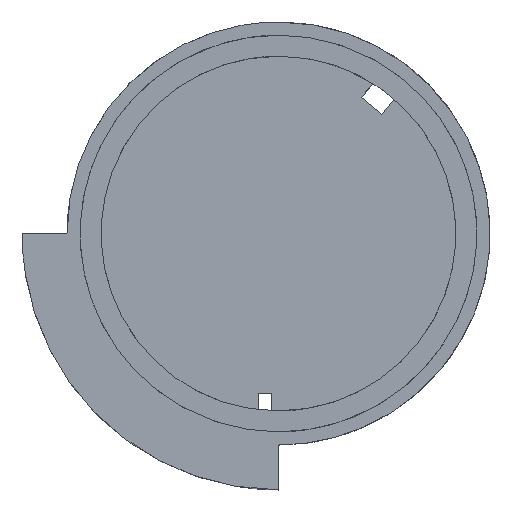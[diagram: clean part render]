
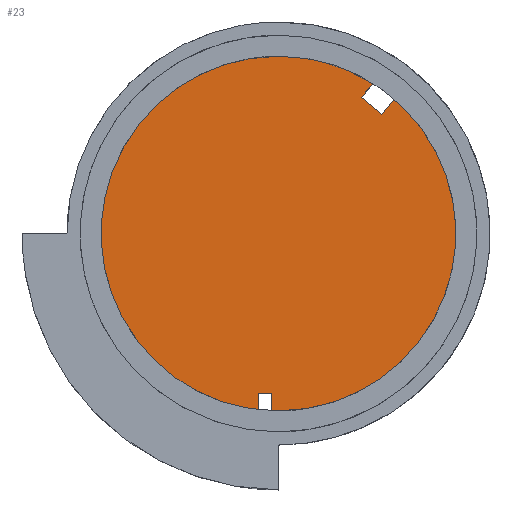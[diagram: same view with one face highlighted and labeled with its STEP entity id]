
A CAD part, top view. The second image highlights one B-rep face of the part: STEP entity #23.
In plain terms, the highlighted planar face has unit normal (0, 0, -1).
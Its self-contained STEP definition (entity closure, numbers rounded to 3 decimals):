
#23=ADVANCED_FACE($,(#50),#384,.T.);
#50=FACE_OUTER_BOUND($,#78,.T.);
#78=EDGE_LOOP($,(#148,#149,#150,#151,#152,#153,#154,#155,#156,#157));
#148=ORIENTED_EDGE($,*,*,#301,.F.);
#149=ORIENTED_EDGE($,*,*,#295,.F.);
#150=ORIENTED_EDGE($,*,*,#266,.F.);
#151=ORIENTED_EDGE($,*,*,#300,.F.);
#152=ORIENTED_EDGE($,*,*,#299,.F.);
#153=ORIENTED_EDGE($,*,*,#298,.F.);
#154=ORIENTED_EDGE($,*,*,#262,.F.);
#155=ORIENTED_EDGE($,*,*,#291,.F.);
#156=ORIENTED_EDGE($,*,*,#297,.F.);
#157=ORIENTED_EDGE($,*,*,#296,.F.);
#262=EDGE_CURVE($,#341,#342,#472,.T.);
#266=EDGE_CURVE($,#346,#345,#474,.T.);
#291=EDGE_CURVE($,#367,#341,#480,.T.);
#295=EDGE_CURVE($,#345,#370,#482,.T.);
#296=EDGE_CURVE($,#371,#372,#437,.T.);
#297=EDGE_CURVE($,#372,#367,#438,.T.);
#298=EDGE_CURVE($,#342,#373,#439,.T.);
#299=EDGE_CURVE($,#373,#374,#440,.T.);
#300=EDGE_CURVE($,#374,#346,#441,.T.);
#301=EDGE_CURVE($,#370,#371,#442,.T.);
#341=VERTEX_POINT($,#1124);
#342=VERTEX_POINT($,#1125);
#345=VERTEX_POINT($,#1128);
#346=VERTEX_POINT($,#1129);
#367=VERTEX_POINT($,#1150);
#370=VERTEX_POINT($,#1153);
#371=VERTEX_POINT($,#1154);
#372=VERTEX_POINT($,#1155);
#373=VERTEX_POINT($,#1156);
#374=VERTEX_POINT($,#1157);
#384=PLANE($,#578);
#437=B_SPLINE_CURVE_WITH_KNOTS($,1,(#801,#802),.UNSPECIFIED.,.F.,.F.,(2,
2),(0.,20.),.UNSPECIFIED.);
#438=B_SPLINE_CURVE_WITH_KNOTS($,1,(#803,#804),.UNSPECIFIED.,.F.,.F.,(2,
2),(0.,13.724),.UNSPECIFIED.);
#439=B_SPLINE_CURVE_WITH_KNOTS($,1,(#805,#806),.UNSPECIFIED.,.F.,.F.,(2,
2),(0.,12.426),.UNSPECIFIED.);
#440=B_SPLINE_CURVE_WITH_KNOTS($,1,(#807,#808),.UNSPECIFIED.,.F.,.F.,(2,
2),(0.,10.),.UNSPECIFIED.);
#441=B_SPLINE_CURVE_WITH_KNOTS($,1,(#809,#810),.UNSPECIFIED.,.F.,.F.,(2,
2),(0.,13.212),.UNSPECIFIED.);
#442=B_SPLINE_CURVE_WITH_KNOTS($,1,(#811,#812),.UNSPECIFIED.,.F.,.F.,(2,
2),(0.,14.993),.UNSPECIFIED.);
#472=(
BOUNDED_CURVE()
B_SPLINE_CURVE(2,(#641,#642,#643,#644,#645),.UNSPECIFIED.,.F.,.F.)
B_SPLINE_CURVE_WITH_KNOTS((3,2,3),(0.,204.257,408.514),
.UNSPECIFIED.)
CURVE()
GEOMETRIC_REPRESENTATION_ITEM()
RATIONAL_B_SPLINE_CURVE((1.,0.727,1.,0.727,1.))
REPRESENTATION_ITEM($)
);
#474=(
BOUNDED_CURVE()
B_SPLINE_CURVE(2,(#655,#656,#657),.UNSPECIFIED.,.F.,.F.)
B_SPLINE_CURVE_WITH_KNOTS((3,3),(0.,5.568),.UNSPECIFIED.)
CURVE()
GEOMETRIC_REPRESENTATION_ITEM()
RATIONAL_B_SPLINE_CURVE((1.,1.,1.))
REPRESENTATION_ITEM($)
);
#480=(
BOUNDED_CURVE()
B_SPLINE_CURVE(2,(#786,#787,#788),.UNSPECIFIED.,.F.,.F.)
B_SPLINE_CURVE_WITH_KNOTS((3,3),(0.,75.901),.UNSPECIFIED.)
CURVE()
GEOMETRIC_REPRESENTATION_ITEM()
RATIONAL_B_SPLINE_CURVE((1.,0.961,1.))
REPRESENTATION_ITEM($)
);
#482=(
BOUNDED_CURVE()
B_SPLINE_CURVE(2,(#796,#797,#798,#799,#800),.UNSPECIFIED.,.F.,.F.)
B_SPLINE_CURVE_WITH_KNOTS((3,2,3),(0.,164.078,328.156),
.UNSPECIFIED.)
CURVE()
GEOMETRIC_REPRESENTATION_ITEM()
RATIONAL_B_SPLINE_CURVE((1.,0.821,1.,0.821,1.))
REPRESENTATION_ITEM($)
);
#578=AXIS2_PLACEMENT_3D($,#1034,#598,$);
#598=DIRECTION($,(0.,0.,-1.));
#641=CARTESIAN_POINT($,(0.,109.589,2.349));
#642=CARTESIAN_POINT($,(-127.417,109.589,2.349));
#643=CARTESIAN_POINT($,(-134.775,-17.615,2.349));
#644=CARTESIAN_POINT($,(-142.133,-144.819,2.349));
#645=CARTESIAN_POINT($,(-15.566,-159.51,2.349));
#655=CARTESIAN_POINT($,(-5.566,-160.296,2.349));
#656=CARTESIAN_POINT($,(-2.784,-160.411,2.349));
#657=CARTESIAN_POINT($,(0.,-160.411,2.349));
#786=CARTESIAN_POINT($,(71.965,88.809,2.349));
#787=CARTESIAN_POINT($,(38.983,109.589,2.349));
#788=CARTESIAN_POINT($,(0.,109.589,2.349));
#796=CARTESIAN_POINT($,(0.,-160.411,2.349));
#797=CARTESIAN_POINT($,(93.892,-160.411,2.349));
#798=CARTESIAN_POINT($,(126.563,-72.387,2.349));
#799=CARTESIAN_POINT($,(159.235,15.637,2.349));
#800=CARTESIAN_POINT($,(88.08,76.897,2.349));
#801=CARTESIAN_POINT($,(78.423,65.429,2.349));
#802=CARTESIAN_POINT($,(63.125,78.311,2.349));
#803=CARTESIAN_POINT($,(63.125,78.311,2.349));
#804=CARTESIAN_POINT($,(71.965,88.809,2.349));
#805=CARTESIAN_POINT($,(-15.566,-159.51,2.349));
#806=CARTESIAN_POINT($,(-15.566,-147.084,2.349));
#807=CARTESIAN_POINT($,(-15.566,-147.084,2.349));
#808=CARTESIAN_POINT($,(-5.566,-147.084,2.349));
#809=CARTESIAN_POINT($,(-5.566,-147.084,2.349));
#810=CARTESIAN_POINT($,(-5.566,-160.296,2.349));
#811=CARTESIAN_POINT($,(88.08,76.897,2.349));
#812=CARTESIAN_POINT($,(78.423,65.429,2.349));
#1034=CARTESIAN_POINT($,(-137.7,112.289,2.349));
#1124=CARTESIAN_POINT($,(0.,109.589,2.349));
#1125=CARTESIAN_POINT($,(-15.566,-159.51,2.349));
#1128=CARTESIAN_POINT($,(0.,-160.411,2.349));
#1129=CARTESIAN_POINT($,(-5.566,-160.296,2.349));
#1150=CARTESIAN_POINT($,(71.965,88.809,2.349));
#1153=CARTESIAN_POINT($,(88.08,76.897,2.349));
#1154=CARTESIAN_POINT($,(78.423,65.429,2.349));
#1155=CARTESIAN_POINT($,(63.125,78.311,2.349));
#1156=CARTESIAN_POINT($,(-15.566,-147.084,2.349));
#1157=CARTESIAN_POINT($,(-5.566,-147.084,2.349));
